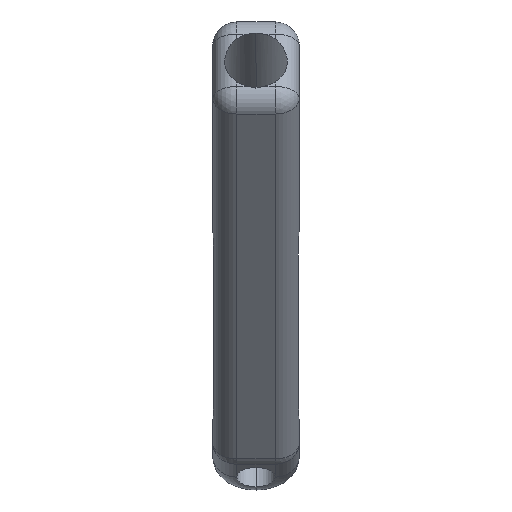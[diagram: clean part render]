
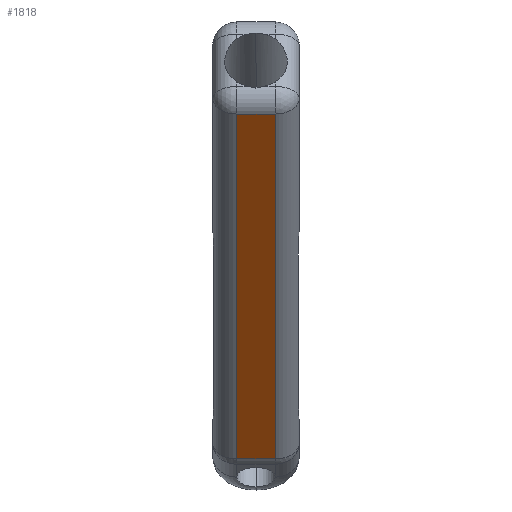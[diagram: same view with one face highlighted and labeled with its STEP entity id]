
A CAD part, left-side view. The second image highlights one B-rep face of the part: STEP entity #1818.
In plain terms, the highlighted planar face has unit normal (-0.766, 0, -0.642).
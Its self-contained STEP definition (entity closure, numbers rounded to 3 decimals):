
#11 = EDGE_CURVE ( 'NONE', #2221, #1063, #1825, .T. ) ;
#115 = CARTESIAN_POINT ( 'NONE',  ( 299.14, 28., -520.267 ) ) ;
#117 = ORIENTED_EDGE ( 'NONE', *, *, #11, .T. ) ;
#196 = VECTOR ( 'NONE', #809, 1000. ) ;
#286 = AXIS2_PLACEMENT_3D ( 'NONE', #2360, #1348, #2345 ) ;
#313 = CARTESIAN_POINT ( 'NONE',  ( 299.14, 87.5, -520.267 ) ) ;
#325 = VERTEX_POINT ( 'NONE', #722 ) ;
#398 = EDGE_CURVE ( 'NONE', #761, #2221, #752, .T. ) ;
#521 = DIRECTION ( 'NONE',  ( 0., -1., 0. ) ) ;
#586 = DIRECTION ( 'NONE',  ( -0.643, 0., 0.766 ) ) ;
#650 = ORIENTED_EDGE ( 'NONE', *, *, #1448, .T. ) ;
#717 = EDGE_CURVE ( 'NONE', #1063, #325, #1516, .T. ) ;
#721 = PLANE ( 'NONE',  #286 ) ;
#722 = CARTESIAN_POINT ( 'NONE',  ( 299.14, -28., -520.267 ) ) ;
#752 = LINE ( 'NONE', #1558, #2000 ) ;
#755 = LINE ( 'NONE', #2405, #1173 ) ;
#761 = VERTEX_POINT ( 'NONE', #2539 ) ;
#809 = DIRECTION ( 'NONE',  ( 0.643, 0., -0.766 ) ) ;
#901 = VECTOR ( 'NONE', #521, 1000. ) ;
#918 = DIRECTION ( 'NONE',  ( 0., 1., 0. ) ) ;
#1063 = VERTEX_POINT ( 'NONE', #115 ) ;
#1173 = VECTOR ( 'NONE', #586, 1000. ) ;
#1233 = CARTESIAN_POINT ( 'NONE',  ( 303.109, 28., -525. ) ) ;
#1348 = DIRECTION ( 'NONE',  ( 0.766, 0., 0.643 ) ) ;
#1448 = EDGE_CURVE ( 'NONE', #325, #761, #755, .T. ) ;
#1516 = LINE ( 'NONE', #313, #901 ) ;
#1558 = CARTESIAN_POINT ( 'NONE',  ( -121.39, 87.5, -18.772 ) ) ;
#1725 = EDGE_LOOP ( 'NONE', ( #1968, #650, #2054, #117 ) ) ;
#1818 = ADVANCED_FACE ( 'NONE', ( #2184 ), #721, .F. ) ;
#1825 = LINE ( 'NONE', #1233, #196 ) ;
#1968 = ORIENTED_EDGE ( 'NONE', *, *, #717, .T. ) ;
#2000 = VECTOR ( 'NONE', #918, 1000. ) ;
#2054 = ORIENTED_EDGE ( 'NONE', *, *, #398, .T. ) ;
#2184 = FACE_OUTER_BOUND ( 'NONE', #1725, .T. ) ;
#2221 = VERTEX_POINT ( 'NONE', #2439 ) ;
#2345 = DIRECTION ( 'NONE',  ( 0.643, 0., -0.766 ) ) ;
#2360 = CARTESIAN_POINT ( 'NONE',  ( 303.109, 87.5, -525. ) ) ;
#2405 = CARTESIAN_POINT ( 'NONE',  ( 303.109, -28., -525. ) ) ;
#2439 = CARTESIAN_POINT ( 'NONE',  ( -121.39, 28., -18.772 ) ) ;
#2539 = CARTESIAN_POINT ( 'NONE',  ( -121.39, -28., -18.772 ) ) ;
